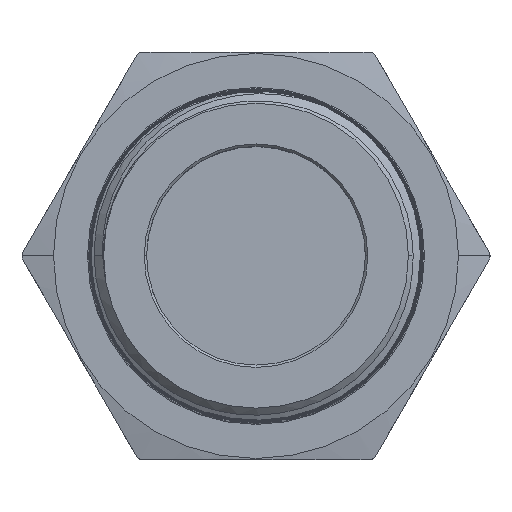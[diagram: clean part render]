
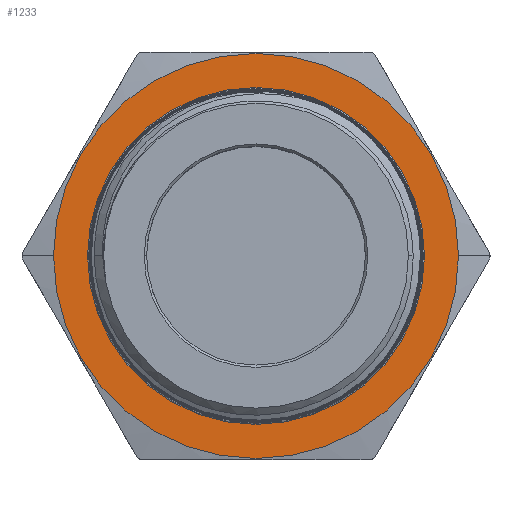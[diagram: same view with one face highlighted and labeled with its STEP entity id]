
A CAD part, top view. The second image highlights one B-rep face of the part: STEP entity #1233.
In plain terms, the highlighted planar face has unit normal (0, 0, 1).
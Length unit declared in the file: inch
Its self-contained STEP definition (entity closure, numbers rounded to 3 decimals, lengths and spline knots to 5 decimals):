
#11 = CARTESIAN_POINT ( 'NONE',  ( 1.74, 0., 0.42 ) ) ;
#12 = CARTESIAN_POINT ( 'NONE',  ( 1.4475, 0., 0.42 ) ) ;
#14 = CARTESIAN_POINT ( 'NONE',  ( -1.4475, 0., 0.42 ) ) ;
#494 = VERTEX_POINT ( 'NONE', #12 ) ;
#496 = VERTEX_POINT ( 'NONE', #14 ) ;
#501 = VERTEX_POINT ( 'NONE', #11 ) ;
#581 = VERTEX_POINT ( 'NONE', #6640 ) ;
#1033 = EDGE_CURVE ( 'NONE', #494, #496, #5614, .T. ) ;
#1233 = ADVANCED_FACE ( 'NONE', ( #5651, #5653 ), #3986, .T. ) ;
#3577 = CARTESIAN_POINT ( 'NONE',  ( 0., 0., 0.42 ) ) ;
#3578 = DIRECTION ( 'NONE',  ( 0., 0., -1. ) ) ;
#3579 = DIRECTION ( 'NONE',  ( 1., 0., 0. ) ) ;
#3582 = CARTESIAN_POINT ( 'NONE',  ( 0., 0., 0.42 ) ) ;
#3583 = DIRECTION ( 'NONE',  ( 0., 0., -1. ) ) ;
#3584 = DIRECTION ( 'NONE',  ( -1., 0., 0. ) ) ;
#3984 = CARTESIAN_POINT ( 'NONE',  ( -1.01036, -1.75, 0.42 ) ) ;
#3986 = PLANE ( 'NONE',  #4907 ) ;
#3988 = DIRECTION ( 'NONE',  ( 0., 0., 1. ) ) ;
#3989 = DIRECTION ( 'NONE',  ( 1., 0., 0. ) ) ;
#4055 = CARTESIAN_POINT ( 'NONE',  ( 0., 0., 0.42 ) ) ;
#4056 = DIRECTION ( 'NONE',  ( 0., 0., -1. ) ) ;
#4057 = DIRECTION ( 'NONE',  ( 1., 0., 0. ) ) ;
#4108 = CARTESIAN_POINT ( 'NONE',  ( 0., 0., 0.42 ) ) ;
#4109 = DIRECTION ( 'NONE',  ( 0., 0., -1. ) ) ;
#4110 = DIRECTION ( 'NONE',  ( -1., 0., 0. ) ) ;
#4888 = AXIS2_PLACEMENT_3D ( 'NONE', #4055, #4056, #4057 ) ;
#4907 = AXIS2_PLACEMENT_3D ( 'NONE', #3984, #3988, #3989 ) ;
#4927 = AXIS2_PLACEMENT_3D ( 'NONE', #4108, #4109, #4110 ) ;
#4940 = AXIS2_PLACEMENT_3D ( 'NONE', #3577, #3578, #3579 ) ;
#4941 = AXIS2_PLACEMENT_3D ( 'NONE', #3582, #3583, #3584 ) ;
#5548 = ORIENTED_EDGE ( 'NONE', *, *, #1033, .T. ) ;
#5549 = ORIENTED_EDGE ( 'NONE', *, *, #5860, .T. ) ;
#5550 = ORIENTED_EDGE ( 'NONE', *, *, #5782, .F. ) ;
#5551 = ORIENTED_EDGE ( 'NONE', *, *, #5861, .F. ) ;
#5557 = EDGE_LOOP ( 'NONE', ( #5548, #5549 ) ) ;
#5561 = EDGE_LOOP ( 'NONE', ( #5550, #5551 ) ) ;
#5614 = CIRCLE ( 'NONE', #4888, 1.4475 ) ;
#5651 = FACE_BOUND ( 'NONE', #5557, .T. ) ;
#5653 = FACE_OUTER_BOUND ( 'NONE', #5561, .T. ) ;
#5688 = CIRCLE ( 'NONE', #4927, 1.74 ) ;
#5743 = CIRCLE ( 'NONE', #4941, 1.74 ) ;
#5751 = CIRCLE ( 'NONE', #4940, 1.4475 ) ;
#5782 = EDGE_CURVE ( 'NONE', #581, #501, #5688, .T. ) ;
#5860 = EDGE_CURVE ( 'NONE', #496, #494, #5751, .T. ) ;
#5861 = EDGE_CURVE ( 'NONE', #501, #581, #5743, .T. ) ;
#6640 = CARTESIAN_POINT ( 'NONE',  ( -1.74, 0., 0.42 ) ) ;
